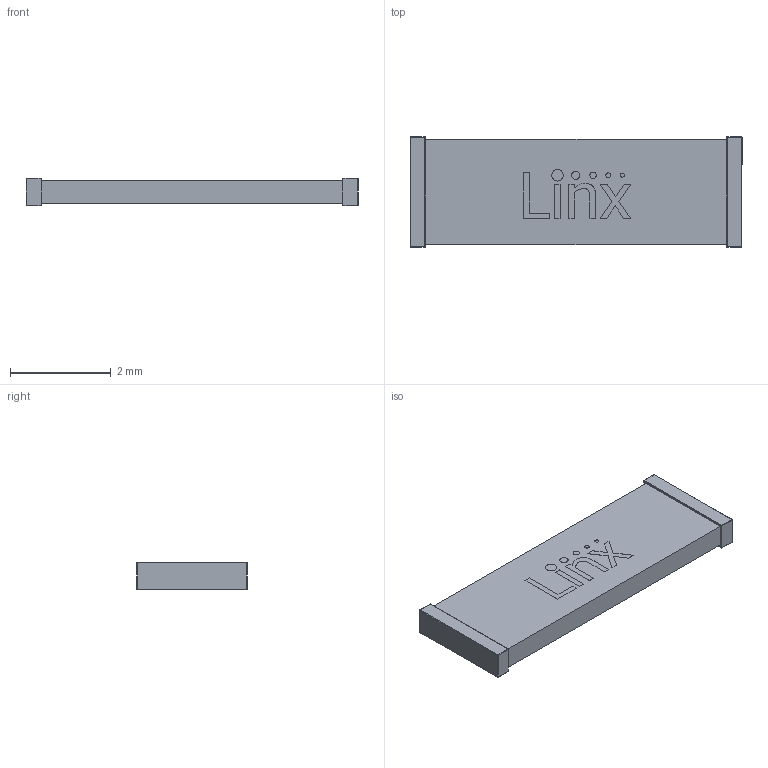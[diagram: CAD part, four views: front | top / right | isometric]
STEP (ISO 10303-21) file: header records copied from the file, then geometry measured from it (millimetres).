
FILE_DESCRIPTION(/* description */ (''),/* implementation_level */ '2;1');
FILE_NAME(/* name */ 'ANT-2.stp',/* time_stamp */ '2020-05-24T13:34:12+02:00',/* author */ ('Khaled'),/* organization */ (''),/* preprocessor_version */ 'ST-DEVELOPER v17.2',/* originating_system */ 'Autodesk Inventor 2019',/* authorisation */ '');
FILE_SCHEMA (('AUTOMOTIVE_DESIGN { 1 0 10303 214 3 1 1 }'));
Length unit declared in the file: millimetre
Products named in the file (4): 0805; body; pad; Linx
Assembly tree (4 placements, depth 2):
  0805
    body
    pad  x2
    Linx
Bounding box: 6.6 x 2.2 x 0.55 mm (x, y, z)
Volume: 6.9 mm3; surface area: 44.5 mm2
Topology: 12 solids, 12 shells, 104 faces, 208 edges, 128 vertices
Faces by surface type: plane 66, cylinder 25, sphere 8, bspline 5
Full cylindrical faces by diameter (mm): 0.079 x1, 0.092 x1, 0.13 x1, 0.163 x1, 0.229 x1
Entity records: 2343 total; most frequent: CARTESIAN_POINT 435, DIRECTION 360, ORIENTED_EDGE 340, EDGE_CURVE 170, LINE 134, VECTOR 134, AXIS2_PLACEMENT_3D 113, VERTEX_POINT 108
